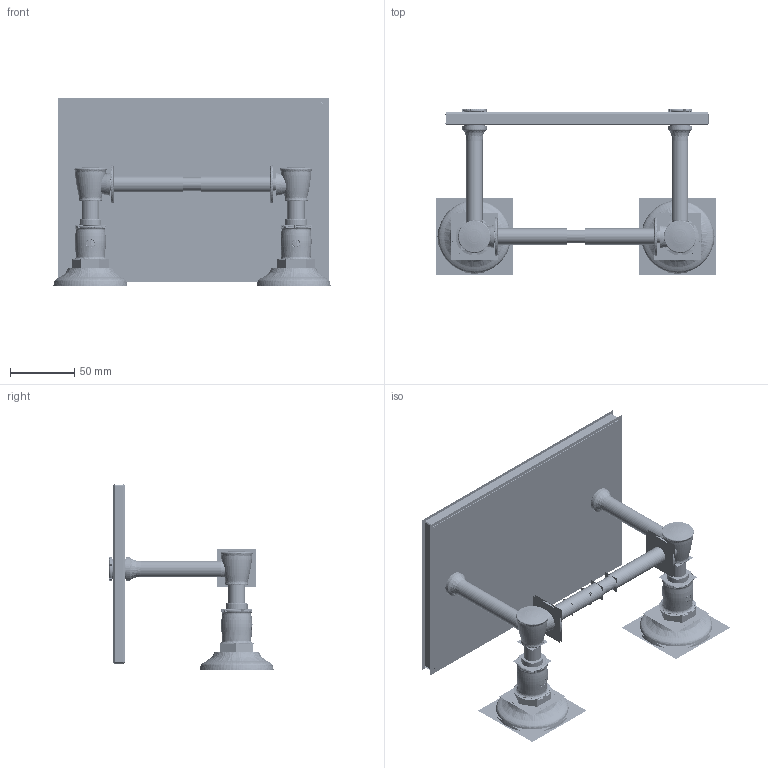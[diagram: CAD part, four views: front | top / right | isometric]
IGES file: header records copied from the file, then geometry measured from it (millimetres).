
Start section:  PTC IGES file: 4827.igs
Global section: file name: 4827.igs; native system: Creo Parametric by Parametric Technology Corporation; preprocessor: 2012230; author: ravindrashirol; organization: Unknown; date: 20140610.171139; units: inch
Bounding box: 218.75 x 129.8 x 146.39 mm (x, y, z)
Surface area: 591511.2 mm2 (no closed solid volume)
Topology: 0 solids, 0 shells, 6608 faces, 91342 edges, 118536 vertices
Faces by surface type: bspline 4068, revolution 2540
